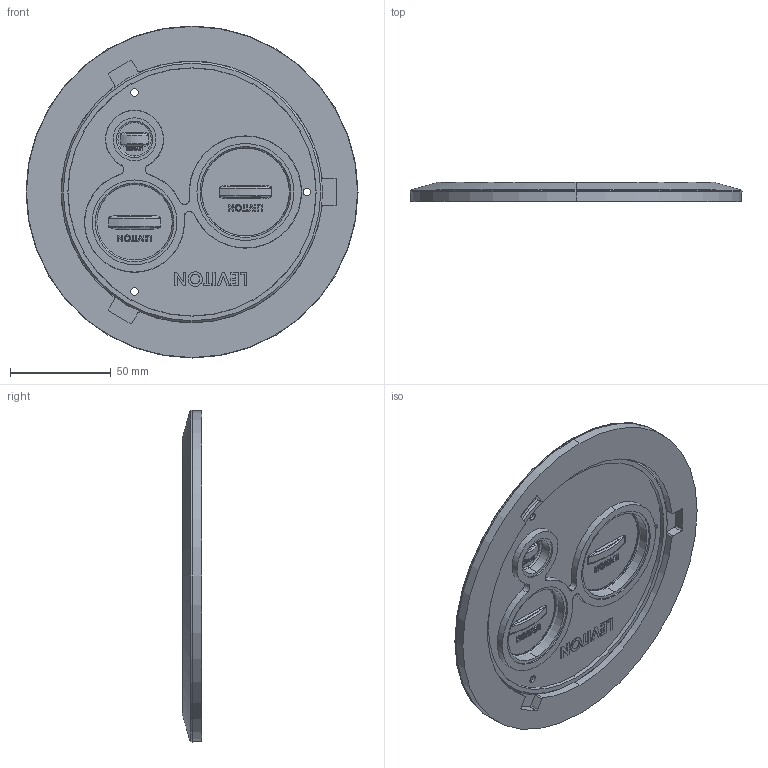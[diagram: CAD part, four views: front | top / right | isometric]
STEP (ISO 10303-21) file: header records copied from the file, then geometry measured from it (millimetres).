
FILE_DESCRIPTION (( 'STEP AP214' ), '1' );
FILE_NAME ('fbc1s.STEP', '2018-10-05T02:23:33', ( '' ), ( '' ), 'SwSTEP 2.0', 'SolidWorks 2017', '' );
FILE_SCHEMA (( 'AUTOMOTIVE_DESIGN' ));
Length unit declared in the file: inch
Products named in the file (1): fbc1s
Bounding box: 165.1 x 9.53 x 165.1 mm (x, y, z)
Surface area: 65960.4 mm2 (no closed solid volume)
Topology: 0 solids, 10 shells, 421 faces, 1132 edges, 744 vertices
Faces by surface type: plane 223, cylinder 86, bspline 54, torus 30, cone 28
Entity records: 21964 total; most frequent: CARTESIAN_POINT 6176, ORIENTED_EDGE 2081, DIRECTION 2020, EDGE_CURVE 1132, VERTEX_POINT 744, LINE 740, VECTOR 740, AXIS2_PLACEMENT_3D 640
